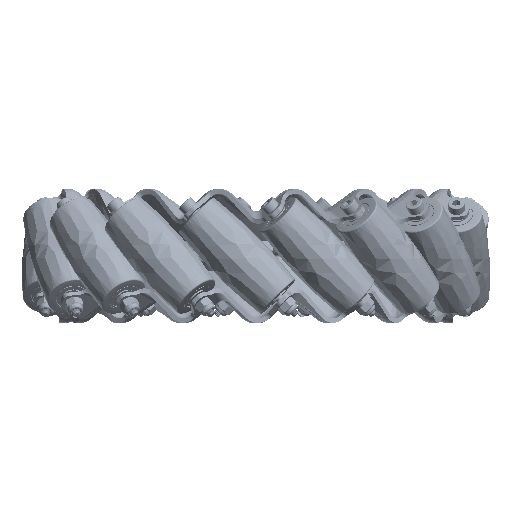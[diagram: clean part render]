
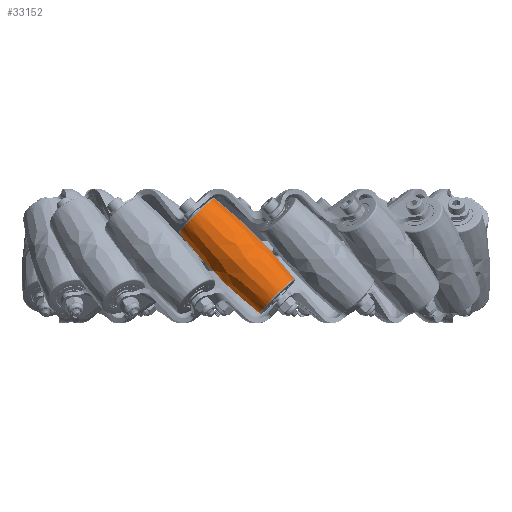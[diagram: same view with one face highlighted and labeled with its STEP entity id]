
A CAD part, front view. The second image highlights one B-rep face of the part: STEP entity #33152.
In plain terms, the highlighted free-form (B-spline) face has degree [3, 3] with [7, 4] control points.
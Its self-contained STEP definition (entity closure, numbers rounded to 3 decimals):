
#32103=CARTESIAN_POINT('',(-97.541,-36.074,
-57.361));
#32104=DIRECTION('',(-0.206,-0.972,-0.117));
#32105=DIRECTION('',(0.765,-0.234,0.601));
#32106=AXIS2_PLACEMENT_3D('',#32103,#32104,#32105);
#32108=CARTESIAN_POINT('',(85.255,-97.293,
130.229));
#32109=DIRECTION('',(-0.206,-0.972,-0.117));
#32110=DIRECTION('',(-0.765,0.234,-0.601));
#32111=AXIS2_PLACEMENT_3D('',#32108,#32109,#32110);
#32128=CARTESIAN_POINT('',(6.882,-67.869,
23.355));
#32129=DIRECTION('',(-0.704,0.064,0.707));
#32130=DIRECTION('',(-0.68,0.228,-0.697));
#32131=AXIS2_PLACEMENT_3D('',#32128,#32129,#32130);
#32133=CARTESIAN_POINT('',(-19.167,-65.498,
49.512));
#32134=DIRECTION('',(0.704,-0.064,-0.707));
#32135=DIRECTION('',(0.268,-0.898,0.348));
#32136=AXIS2_PLACEMENT_3D('',#32133,#32134,#32135);
#32168=CARTESIAN_POINT('',(-19.168,-65.498,
49.512));
#32169=DIRECTION('',(0.704,-0.064,-0.707));
#32170=DIRECTION('',(0.68,-0.228,0.697));
#32171=AXIS2_PLACEMENT_3D('',#32168,#32169,#32170);
#32183=CARTESIAN_POINT('',(6.881,-67.868,
23.355));
#32184=DIRECTION('',(-0.704,0.064,0.707));
#32185=DIRECTION('',(0.268,-0.898,0.348));
#32186=AXIS2_PLACEMENT_3D('',#32183,#32184,#32185);
#32344=CARTESIAN_POINT('',(9.035,-75.091,
26.154));
#32346=VERTEX_POINT('',#32344);
#32349=CARTESIAN_POINT('',(1.418,-66.039,
17.749));
#32350=VERTEX_POINT('',#32349);
#32352=CARTESIAN_POINT('',(12.345,-69.699,
28.962));
#32354=VERTEX_POINT('',#32352);
#32375=CARTESIAN_POINT('',(-13.704,-67.328,
55.119));
#32376=VERTEX_POINT('',#32375);
#32379=CARTESIAN_POINT('',(-17.014,-72.72,
52.311));
#32380=VERTEX_POINT('',#32379);
#32381=CARTESIAN_POINT('',(-24.631,-63.669,
43.906));
#32382=VERTEX_POINT('',#32381);
#33112=CARTESIAN_POINT('',(2.116,-65.628,
17.366));
#33113=CARTESIAN_POINT('',(-8.034,-64.311,
25.215));
#33114=CARTESIAN_POINT('',(-17.116,-63.484,
34.336));
#33115=CARTESIAN_POINT('',(-24.969,-63.163,
44.563));
#33116=CARTESIAN_POINT('',(0.904,-70.297,
16.582));
#33117=CARTESIAN_POINT('',(-9.508,-69.995,
24.262));
#33118=CARTESIAN_POINT('',(-18.591,-69.169,
33.382));
#33119=CARTESIAN_POINT('',(-26.181,-67.832,
43.779));
#33120=CARTESIAN_POINT('',(2.445,-74.52,
18.5));
#33121=CARTESIAN_POINT('',(-7.633,-75.136,
26.596));
#33122=CARTESIAN_POINT('',(-16.715,-74.31,
35.716));
#33123=CARTESIAN_POINT('',(-24.64,-72.055,
45.697));
#33124=CARTESIAN_POINT('',(5.767,-75.633,
21.908));
#33125=CARTESIAN_POINT('',(-3.589,-76.49,
30.745));
#33126=CARTESIAN_POINT('',(-12.672,-75.664,
39.865));
#33127=CARTESIAN_POINT('',(-21.318,-73.168,
49.105));
#33128=CARTESIAN_POINT('',(9.088,-76.745,
25.317));
#33129=CARTESIAN_POINT('',(0.454,-77.844,
34.894));
#33130=CARTESIAN_POINT('',(-8.629,-77.018,
44.015));
#33131=CARTESIAN_POINT('',(-17.997,-74.28,
52.514));
#33132=CARTESIAN_POINT('',(12.094,-74.045,
28.066));
#33133=CARTESIAN_POINT('',(4.113,-74.557,
38.241));
#33134=CARTESIAN_POINT('',(-4.969,-73.731,
47.361));
#33135=CARTESIAN_POINT('',(-14.991,-71.58,
55.263));
#33136=CARTESIAN_POINT('',(12.889,-69.235,
28.421));
#33137=CARTESIAN_POINT('',(5.08,-68.703,
38.673));
#33138=CARTESIAN_POINT('',(-4.002,-67.876,
47.794));
#33139=CARTESIAN_POINT('',(-14.196,-66.77,
55.618));
#33140=(BOUNDED_SURFACE()B_SPLINE_SURFACE(3,3,((#33112,#33113,#33114,#33115),(
#33116,#33117,#33118,#33119),(#33120,#33121,#33122,#33123),(#33124,#33125,
#33126,#33127),(#33128,#33129,#33130,#33131),(#33132,#33133,#33134,#33135),(
#33136,#33137,#33138,#33139)),.UNSPECIFIED.,.F.,.F.,.F.)B_SPLINE_SURFACE_WITH_KNOTS((4,3,4),(4,4),(0.,1.,2.),(0.,1.),.UNSPECIFIED.)GEOMETRIC_REPRESENTATION_ITEM()RATIONAL_B_SPLINE_SURFACE(((1.193,1.185,
1.185,1.193),(0.942,0.936,
0.936,0.942),(0.942,0.936,
0.936,0.942),(1.193,1.185,
1.185,1.193),(0.942,0.936,
0.936,0.942),(0.942,0.936,
0.936,0.942),(1.193,1.185,
1.185,1.193)))REPRESENTATION_ITEM('')SURFACE());
#33141=ORIENTED_EDGE('',*,*,#33095,.F.);
#33142=ORIENTED_EDGE('',*,*,#33056,.F.);
#33144=ORIENTED_EDGE('',*,*,#33143,.F.);
#33146=ORIENTED_EDGE('',*,*,#33145,.F.);
#33147=ORIENTED_EDGE('',*,*,#33051,.F.);
#33149=ORIENTED_EDGE('',*,*,#33148,.F.);
#33150=EDGE_LOOP('',(#33141,#33142,#33144,#33146,#33147,#33149));
#33151=FACE_OUTER_BOUND('',#33150,.F.);
#33152=ADVANCED_FACE('',(#33151),#33140,.T.);
#32107=CIRCLE('',#32106,143.726);
#32112=CIRCLE('',#32111,143.726);
#32132=CIRCLE('',#32131,8.039);
#32137=CIRCLE('',#32136,8.039);
#32172=CIRCLE('',#32171,8.04);
#32187=CIRCLE('',#32186,8.04);
#33051=EDGE_CURVE('',#32354,#32376,#32107,.T.);
#33056=EDGE_CURVE('',#32382,#32350,#32112,.T.);
#33095=EDGE_CURVE('',#32350,#32346,#32132,.T.);
#33143=EDGE_CURVE('',#32380,#32382,#32137,.T.);
#33145=EDGE_CURVE('',#32376,#32380,#32172,.T.);
#33148=EDGE_CURVE('',#32346,#32354,#32187,.T.);
